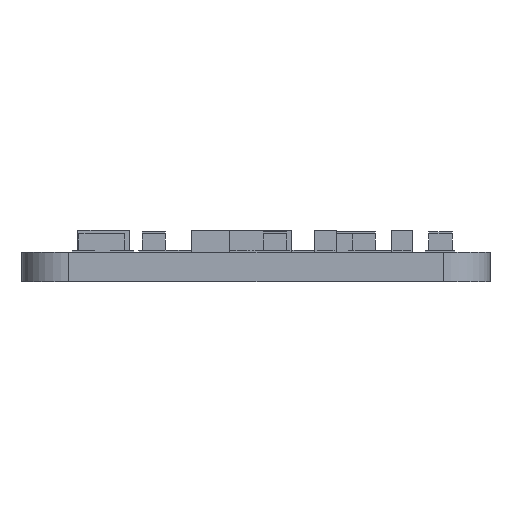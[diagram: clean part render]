
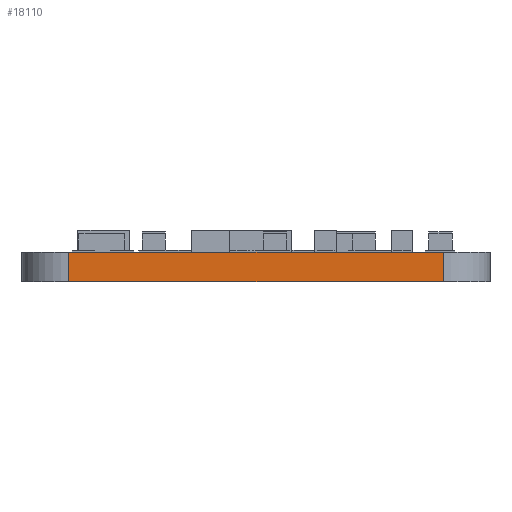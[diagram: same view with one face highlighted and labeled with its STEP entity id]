
A CAD part, front view. The second image highlights one B-rep face of the part: STEP entity #18110.
In plain terms, the highlighted face is planar.
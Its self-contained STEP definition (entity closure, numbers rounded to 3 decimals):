
#4773=DIRECTION('',(-1.,0.,0.));
#4774=VECTOR('',#4773,20.32);
#4775=CARTESIAN_POINT('',(7.611,1.6,-8.329));
#4776=LINE('',#4775,#4774);
#6026=DIRECTION('',(0.,-1.,0.));
#6027=VECTOR('',#6026,1.6);
#6028=CARTESIAN_POINT('',(-12.709,1.6,-8.329));
#6029=LINE('',#6028,#6027);
#6034=DIRECTION('',(-1.,0.,0.));
#6035=VECTOR('',#6034,20.32);
#6036=CARTESIAN_POINT('',(7.611,0.,-8.329));
#6037=LINE('',#6036,#6035);
#6042=DIRECTION('',(0.,1.,0.));
#6043=VECTOR('',#6042,1.6);
#6044=CARTESIAN_POINT('',(7.611,0.,-8.329));
#6045=LINE('',#6044,#6043);
#7107=CARTESIAN_POINT('',(-12.709,0.,-8.329));
#7109=VERTEX_POINT('',#7107);
#7110=CARTESIAN_POINT('',(7.611,0.,-8.329));
#7111=VERTEX_POINT('',#7110);
#7164=CARTESIAN_POINT('',(-12.709,1.6,-8.329));
#7165=VERTEX_POINT('',#7164);
#7166=CARTESIAN_POINT('',(7.611,1.6,-8.329));
#7167=VERTEX_POINT('',#7166);
#18098=CARTESIAN_POINT('',(-12.709,1.6,-8.329));
#18099=DIRECTION('',(0.,0.,-1.));
#18100=DIRECTION('',(-1.,0.,0.));
#18101=AXIS2_PLACEMENT_3D('',#18098,#18099,#18100);
#18102=PLANE('',#18101);
#18103=ORIENTED_EDGE('',*,*,#8534,.F.);
#18105=ORIENTED_EDGE('',*,*,#18104,.T.);
#18106=ORIENTED_EDGE('',*,*,#15527,.T.);
#18107=ORIENTED_EDGE('',*,*,#18083,.T.);
#18108=EDGE_LOOP('',(#18103,#18105,#18106,#18107));
#18109=FACE_OUTER_BOUND('',#18108,.F.);
#18110=ADVANCED_FACE('',(#18109),#18102,.T.);
#8534=EDGE_CURVE('',#7111,#7109,#6037,.T.);
#15527=EDGE_CURVE('',#7167,#7165,#4776,.T.);
#18083=EDGE_CURVE('',#7165,#7109,#6029,.T.);
#18104=EDGE_CURVE('',#7111,#7167,#6045,.T.);
